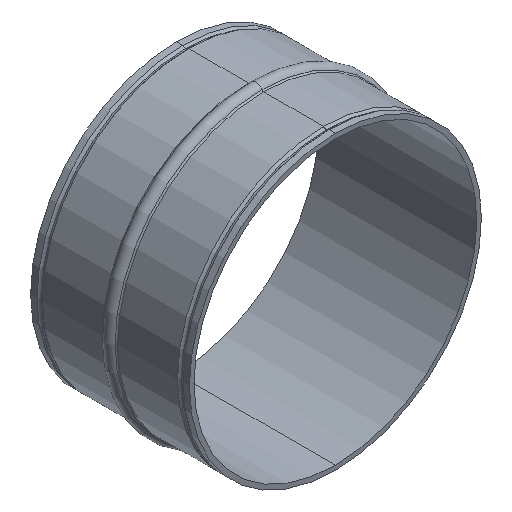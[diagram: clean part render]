
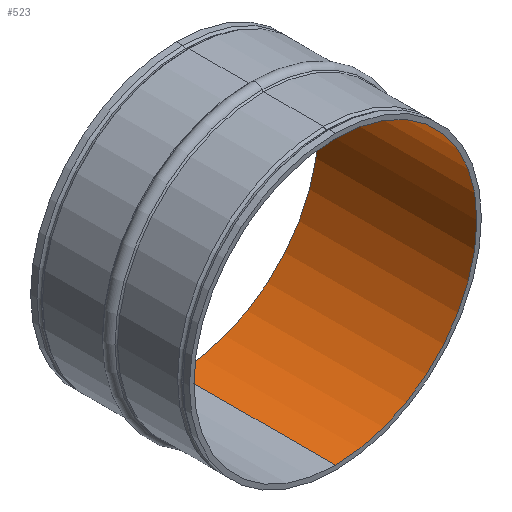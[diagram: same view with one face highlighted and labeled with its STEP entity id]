
A CAD part, isometric view. The second image highlights one B-rep face of the part: STEP entity #523.
In plain terms, the highlighted cylindrical face has radius 77.5 mm (diameter 155 mm), a partial arc.
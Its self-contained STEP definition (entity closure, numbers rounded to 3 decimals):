
#6 = CARTESIAN_POINT ( 'NONE',  ( 0., 87., -77.5 ) ) ;
#13 = ORIENTED_EDGE ( 'NONE', *, *, #547, .T. ) ;
#36 = EDGE_CURVE ( 'NONE', #511, #554, #208, .T. ) ;
#43 = CIRCLE ( 'NONE', #684, 77.5 ) ;
#72 = DIRECTION ( 'NONE',  ( 0., -1., 0. ) ) ;
#99 = CARTESIAN_POINT ( 'NONE',  ( 0., 87., 0. ) ) ;
#109 = VECTOR ( 'NONE', #340, 1000. ) ;
#124 = DIRECTION ( 'NONE',  ( 0., 0., -1. ) ) ;
#127 = CARTESIAN_POINT ( 'NONE',  ( 0., 0., -77.5 ) ) ;
#162 = CARTESIAN_POINT ( 'NONE',  ( 0., 0., 0. ) ) ;
#191 = EDGE_CURVE ( 'NONE', #511, #284, #456, .T. ) ;
#204 = ORIENTED_EDGE ( 'NONE', *, *, #251, .F. ) ;
#208 = CIRCLE ( 'NONE', #634, 77.5 ) ;
#221 = LINE ( 'NONE', #501, #109 ) ;
#251 = EDGE_CURVE ( 'NONE', #554, #479, #221, .T. ) ;
#253 = DIRECTION ( 'NONE',  ( 0., -1., 0. ) ) ;
#284 = VERTEX_POINT ( 'NONE', #623 ) ;
#340 = DIRECTION ( 'NONE',  ( 0., -1., 0. ) ) ;
#349 = EDGE_LOOP ( 'NONE', ( #204, #698, #377, #13 ) ) ;
#375 = CARTESIAN_POINT ( 'NONE',  ( 0., 87., 77.5 ) ) ;
#376 = CARTESIAN_POINT ( 'NONE',  ( 0., 0., 0. ) ) ;
#377 = ORIENTED_EDGE ( 'NONE', *, *, #191, .T. ) ;
#428 = AXIS2_PLACEMENT_3D ( 'NONE', #162, #618, #124 ) ;
#436 = DIRECTION ( 'NONE',  ( 0., -1., 0. ) ) ;
#441 = CARTESIAN_POINT ( 'NONE',  ( 0., 0., 77.5 ) ) ;
#456 = LINE ( 'NONE', #127, #527 ) ;
#479 = VERTEX_POINT ( 'NONE', #441 ) ;
#482 = DIRECTION ( 'NONE',  ( 0., 0., -1. ) ) ;
#501 = CARTESIAN_POINT ( 'NONE',  ( 0., 0., 77.5 ) ) ;
#511 = VERTEX_POINT ( 'NONE', #6 ) ;
#523 = ADVANCED_FACE ( 'NONE', ( #663 ), #613, .F. ) ;
#527 = VECTOR ( 'NONE', #72, 1000. ) ;
#542 = DIRECTION ( 'NONE',  ( 0., 0., -1. ) ) ;
#547 = EDGE_CURVE ( 'NONE', #284, #479, #43, .T. ) ;
#554 = VERTEX_POINT ( 'NONE', #375 ) ;
#613 = CYLINDRICAL_SURFACE ( 'NONE', #428, 77.5 ) ;
#618 = DIRECTION ( 'NONE',  ( 0., -1., 0. ) ) ;
#623 = CARTESIAN_POINT ( 'NONE',  ( 0., 0., -77.5 ) ) ;
#634 = AXIS2_PLACEMENT_3D ( 'NONE', #99, #253, #482 ) ;
#663 = FACE_OUTER_BOUND ( 'NONE', #349, .T. ) ;
#684 = AXIS2_PLACEMENT_3D ( 'NONE', #376, #436, #542 ) ;
#698 = ORIENTED_EDGE ( 'NONE', *, *, #36, .F. ) ;
